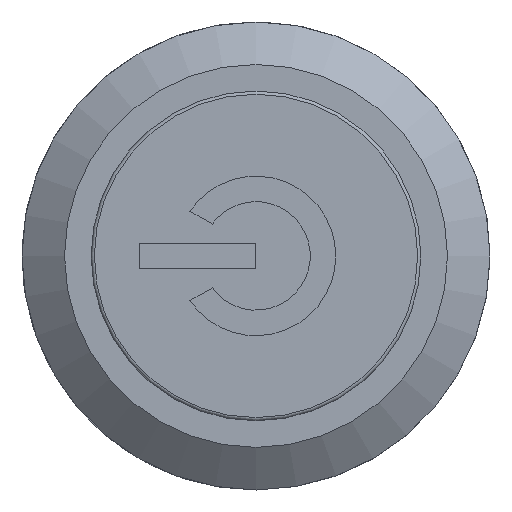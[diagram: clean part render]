
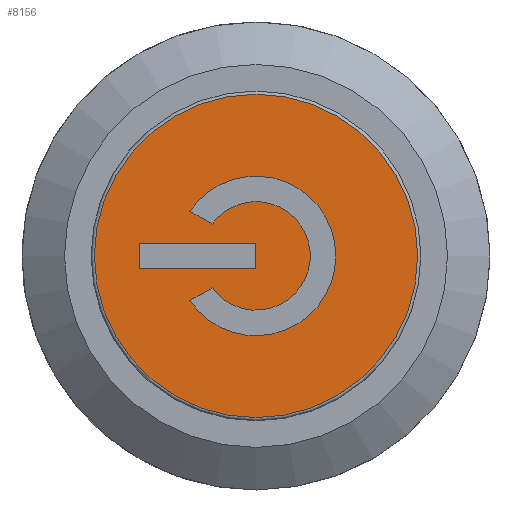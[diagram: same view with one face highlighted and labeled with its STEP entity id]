
A CAD part, top view. The second image highlights one B-rep face of the part: STEP entity #8156.
In plain terms, the highlighted planar face has unit normal (0, 0, 1).
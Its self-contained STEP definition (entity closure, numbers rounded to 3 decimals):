
#7847=CARTESIAN_POINT('',(-2.062,-1.5,2.));
#7848=VERTEX_POINT('',#7847);
#7855=CARTESIAN_POINT('',(-3.105,-2.102,2.));
#7856=VERTEX_POINT('',#7855);
#7857=CARTESIAN_POINT('',(-3.105,-2.102,2.));
#7858=DIRECTION('',(0.866,0.5,0.0));
#7859=VECTOR('',#7858,1.205);
#7860=LINE('',#7857,#7859);
#7861=EDGE_CURVE('',#7856,#7848,#7860,.T.);
#7887=CARTESIAN_POINT('',(-3.105,2.102,2.));
#7888=VERTEX_POINT('',#7887);
#7889=CARTESIAN_POINT('',(0.,0.,2.));
#7890=DIRECTION('',(0.0,0.0,-1.0));
#7891=DIRECTION('',(-0.828,-0.561,0.0));
#7892=AXIS2_PLACEMENT_3D('',#7889,#7890,#7891);
#7893=CIRCLE('',#7892,3.75);
#7894=EDGE_CURVE('',#7888,#7856,#7893,.T.);
#7919=CARTESIAN_POINT('',(-2.062,1.5,2.));
#7920=VERTEX_POINT('',#7919);
#7921=CARTESIAN_POINT('',(-2.062,1.5,2.));
#7922=DIRECTION('',(-0.866,0.5,0.0));
#7923=VECTOR('',#7922,1.205);
#7924=LINE('',#7921,#7923);
#7925=EDGE_CURVE('',#7920,#7888,#7924,.T.);
#7949=CARTESIAN_POINT('',(0.,0.,2.));
#7950=DIRECTION('',(0.0,0.0,1.0));
#7951=DIRECTION('',(0.809,0.588,0.0));
#7952=AXIS2_PLACEMENT_3D('',#7949,#7950,#7951);
#7953=CIRCLE('',#7952,2.55);
#7954=EDGE_CURVE('',#7848,#7920,#7953,.T.);
#7987=CARTESIAN_POINT('',(-5.5,-0.6,2.));
#7988=VERTEX_POINT('',#7987);
#7995=CARTESIAN_POINT('',(0.,-0.6,2.));
#7996=VERTEX_POINT('',#7995);
#7997=CARTESIAN_POINT('',(0.,-0.6,2.));
#7998=DIRECTION('',(-1.0,0.0,0.0));
#7999=VECTOR('',#7998,5.5);
#8000=LINE('',#7997,#7999);
#8001=EDGE_CURVE('',#7996,#7988,#8000,.T.);
#8026=CARTESIAN_POINT('',(0.,0.6,2.));
#8027=VERTEX_POINT('',#8026);
#8028=CARTESIAN_POINT('',(0.,0.6,2.));
#8029=DIRECTION('',(0.0,-1.0,0.0));
#8030=VECTOR('',#8029,1.2);
#8031=LINE('',#8028,#8030);
#8032=EDGE_CURVE('',#8027,#7996,#8031,.T.);
#8057=CARTESIAN_POINT('',(-5.5,0.6,2.));
#8058=VERTEX_POINT('',#8057);
#8059=CARTESIAN_POINT('',(-5.5,0.6,2.));
#8060=DIRECTION('',(1.0,0.0,0.0));
#8061=VECTOR('',#8060,5.5);
#8062=LINE('',#8059,#8061);
#8063=EDGE_CURVE('',#8058,#8027,#8062,.T.);
#8086=CARTESIAN_POINT('',(-5.5,-0.6,2.));
#8087=DIRECTION('',(0.0,1.0,0.0));
#8088=VECTOR('',#8087,1.2);
#8089=LINE('',#8086,#8088);
#8090=EDGE_CURVE('',#7988,#8058,#8089,.T.);
#8124=CARTESIAN_POINT('',(0.,7.6,2.));
#8125=VERTEX_POINT('',#8124);
#8126=CARTESIAN_POINT('',(0.,0.,2.));
#8127=DIRECTION('',(0.0,0.0,-1.0));
#8128=DIRECTION('',(0.0,-1.0,0.0));
#8129=AXIS2_PLACEMENT_3D('',#8126,#8127,#8128);
#8130=CIRCLE('',#8129,7.6);
#8131=EDGE_CURVE('',#8125,#8125,#8130,.T.);
#8136=CARTESIAN_POINT('',(8.36,8.36,2.));
#8137=DIRECTION('',(0.0,0.0,-1.0));
#8138=DIRECTION('',(-1.0,0.0,0.0));
#8139=AXIS2_PLACEMENT_3D('',#8136,#8137,#8138);
#8140=PLANE('',#8139);
#8141=ORIENTED_EDGE('',*,*,#8131,.F.);
#8142=EDGE_LOOP('',(#8141));
#8143=FACE_OUTER_BOUND('',#8142,.T.);
#8144=ORIENTED_EDGE('',*,*,#7861,.T.);
#8145=ORIENTED_EDGE('',*,*,#7954,.T.);
#8146=ORIENTED_EDGE('',*,*,#7925,.T.);
#8147=ORIENTED_EDGE('',*,*,#7894,.T.);
#8148=EDGE_LOOP('',(#8144,#8145,#8146,#8147));
#8149=FACE_BOUND('',#8148,.T.);
#8150=ORIENTED_EDGE('',*,*,#8001,.T.);
#8151=ORIENTED_EDGE('',*,*,#8090,.T.);
#8152=ORIENTED_EDGE('',*,*,#8063,.T.);
#8153=ORIENTED_EDGE('',*,*,#8032,.T.);
#8154=EDGE_LOOP('',(#8150,#8151,#8152,#8153));
#8155=FACE_BOUND('',#8154,.T.);
#8156=ADVANCED_FACE('',(#8143,#8149,#8155),#8140,.F.);
